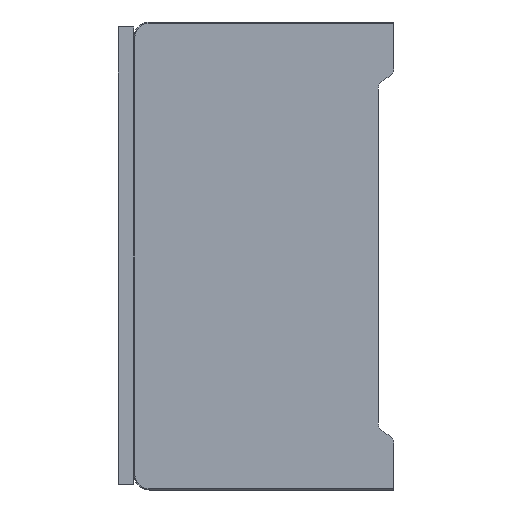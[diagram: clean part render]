
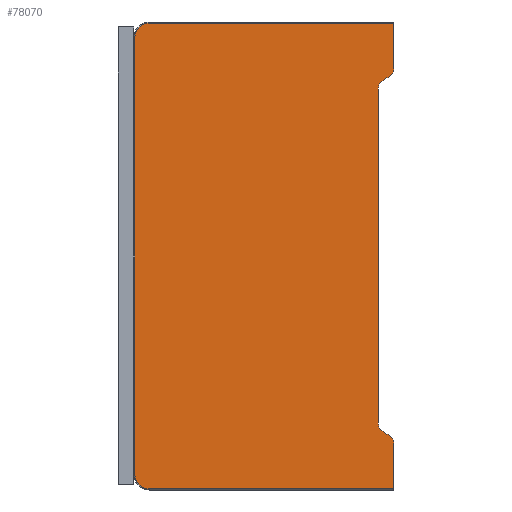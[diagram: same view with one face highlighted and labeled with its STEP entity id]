
A CAD part, left-side view. The second image highlights one B-rep face of the part: STEP entity #78070.
In plain terms, the highlighted planar face has unit normal (-1, 0, 0).
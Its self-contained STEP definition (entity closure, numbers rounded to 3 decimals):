
#8869=DIRECTION('',(0.,0.,-1.));
#8870=VECTOR('',#8869,84.);
#8871=CARTESIAN_POINT('',(0.,49.8,
-3.));
#8872=LINE('',#8871,#8870);
#8888=DIRECTION('',(0.,1.,0.));
#8889=VECTOR('',#8888,47.);
#8890=CARTESIAN_POINT('',(0.,0.,-0.2));
#8891=LINE('',#8890,#8889);
#8909=DIRECTION('',(0.,0.,1.));
#8910=VECTOR('',#8909,8.8);
#8911=CARTESIAN_POINT('',(0.,0.,-9.));
#8912=LINE('',#8911,#8910);
#10246=DIRECTION('',(0.,0.,1.));
#10247=VECTOR('',#10246,8.8);
#10248=CARTESIAN_POINT('',(0.,0.,-89.8));
#10249=LINE('',#10248,#10247);
#10286=DIRECTION('',(0.,0.,1.));
#10287=VECTOR('',#10286,64.226);
#10288=CARTESIAN_POINT('',(0.,3.,-77.113));
#10289=LINE('',#10288,#10287);
#10454=DIRECTION('',(0.,-0.866,-0.5));
#10455=VECTOR('',#10454,1.309);
#10456=CARTESIAN_POINT('',(0.,2.,
-78.845));
#10457=LINE('',#10456,#10455);
#10458=CARTESIAN_POINT('',(0.,1.732,-81.));
#10459=DIRECTION('',(1.,0.,0.));
#10460=DIRECTION('',(0.,-0.5,0.866));
#10461=AXIS2_PLACEMENT_3D('',#10458,#10459,#10460);
#10463=CARTESIAN_POINT('',(0.,47.,-87.));
#10464=DIRECTION('',(1.,0.,0.));
#10465=DIRECTION('',(0.,0.,-1.));
#10466=AXIS2_PLACEMENT_3D('',#10463,#10464,#10465);
#10468=CARTESIAN_POINT('',(0.,47.,-3.));
#10469=DIRECTION('',(1.,0.,0.));
#10470=DIRECTION('',(0.,1.,0.));
#10471=AXIS2_PLACEMENT_3D('',#10468,#10469,#10470);
#10473=CARTESIAN_POINT('',(0.,1.732,-9.));
#10474=DIRECTION('',(1.,0.,0.));
#10475=DIRECTION('',(0.,-1.,0.));
#10476=AXIS2_PLACEMENT_3D('',#10473,#10474,#10475);
#10478=DIRECTION('',(0.,0.866,-0.5));
#10479=VECTOR('',#10478,1.309);
#10480=CARTESIAN_POINT('',(0.,0.866,-10.5));
#10481=LINE('',#10480,#10479);
#10482=CARTESIAN_POINT('',(0.,1.,-12.887));
#10483=DIRECTION('',(-1.,0.,0.));
#10484=DIRECTION('',(0.,0.5,0.866));
#10485=AXIS2_PLACEMENT_3D('',#10482,#10483,#10484);
#10487=CARTESIAN_POINT('',(0.,1.,-77.113));
#10488=DIRECTION('',(-1.,0.,0.));
#10489=DIRECTION('',(0.,1.,0.));
#10490=AXIS2_PLACEMENT_3D('',#10487,#10488,#10489);
#10496=DIRECTION('',(0.,-1.,0.));
#10497=VECTOR('',#10496,47.);
#10498=CARTESIAN_POINT('',(0.,47.,
-89.8));
#10499=LINE('',#10498,#10497);
#55702=CARTESIAN_POINT('',(0.,0.,-81.));
#55704=VERTEX_POINT('',#55702);
#55709=CARTESIAN_POINT('',(0.,0.,-89.8));
#55710=VERTEX_POINT('',#55709);
#55711=CARTESIAN_POINT('',(0.,0.866,-79.5));
#55713=VERTEX_POINT('',#55711);
#55718=CARTESIAN_POINT('',(0.,2.,
-78.845));
#55720=VERTEX_POINT('',#55718);
#55723=CARTESIAN_POINT('',(0.,3.,-77.113));
#55725=VERTEX_POINT('',#55723);
#55730=CARTESIAN_POINT('',(0.,3.,-12.887));
#55732=VERTEX_POINT('',#55730);
#55751=CARTESIAN_POINT('',(0.,2.,
-11.155));
#55753=VERTEX_POINT('',#55751);
#55758=CARTESIAN_POINT('',(0.,0.866,-10.5));
#55760=VERTEX_POINT('',#55758);
#55763=CARTESIAN_POINT('',(0.,0.,-9.));
#55765=VERTEX_POINT('',#55763);
#55775=CARTESIAN_POINT('',(0.,0.,-0.2));
#55776=VERTEX_POINT('',#55775);
#65377=CARTESIAN_POINT('',(0.,47.,-0.2));
#65378=VERTEX_POINT('',#65377);
#65379=CARTESIAN_POINT('',(0.,49.8,
-3.));
#65380=VERTEX_POINT('',#65379);
#65381=CARTESIAN_POINT('',(0.,47.,
-89.8));
#65382=VERTEX_POINT('',#65381);
#65383=CARTESIAN_POINT('',(0.,49.8,
-87.));
#65384=VERTEX_POINT('',#65383);
#78048=CARTESIAN_POINT('',(0.,24.9,-45.));
#78049=DIRECTION('',(1.,0.,0.));
#78050=DIRECTION('',(0.,0.,1.));
#78051=AXIS2_PLACEMENT_3D('',#78048,#78049,#78050);
#78052=PLANE('',#78051);
#78053=ORIENTED_EDGE('',*,*,#77840,.T.);
#78054=ORIENTED_EDGE('',*,*,#77822,.T.);
#78055=ORIENTED_EDGE('',*,*,#77804,.F.);
#78057=ORIENTED_EDGE('',*,*,#78056,.F.);
#78058=ORIENTED_EDGE('',*,*,#76420,.T.);
#78059=ORIENTED_EDGE('',*,*,#76435,.F.);
#78060=ORIENTED_EDGE('',*,*,#76449,.T.);
#78061=ORIENTED_EDGE('',*,*,#76462,.F.);
#78062=ORIENTED_EDGE('',*,*,#76485,.F.);
#78063=ORIENTED_EDGE('',*,*,#77952,.T.);
#78064=ORIENTED_EDGE('',*,*,#77936,.T.);
#78065=ORIENTED_EDGE('',*,*,#77918,.T.);
#78066=ORIENTED_EDGE('',*,*,#77876,.F.);
#78067=ORIENTED_EDGE('',*,*,#77858,.T.);
#78068=EDGE_LOOP('',(#78053,#78054,#78055,#78057,#78058,#78059,#78060,#78061,
#78062,#78063,#78064,#78065,#78066,#78067));
#78069=FACE_OUTER_BOUND('',#78068,.F.);
#10462=CIRCLE('',#10461,1.732);
#10467=CIRCLE('',#10466,2.8);
#10472=CIRCLE('',#10471,2.8);
#10477=CIRCLE('',#10476,1.732);
#10486=CIRCLE('',#10485,2.);
#10491=CIRCLE('',#10490,2.);
#76420=EDGE_CURVE('',#65382,#65384,#10467,.T.);
#76435=EDGE_CURVE('',#65380,#65384,#8872,.T.);
#76449=EDGE_CURVE('',#65380,#65378,#10472,.T.);
#76462=EDGE_CURVE('',#55776,#65378,#8891,.T.);
#76485=EDGE_CURVE('',#55765,#55776,#8912,.T.);
#77804=EDGE_CURVE('',#55710,#55704,#10249,.T.);
#77822=EDGE_CURVE('',#55713,#55704,#10462,.T.);
#77840=EDGE_CURVE('',#55720,#55713,#10457,.T.);
#77858=EDGE_CURVE('',#55725,#55720,#10491,.T.);
#77876=EDGE_CURVE('',#55725,#55732,#10289,.T.);
#77918=EDGE_CURVE('',#55753,#55732,#10486,.T.);
#77936=EDGE_CURVE('',#55760,#55753,#10481,.T.);
#77952=EDGE_CURVE('',#55765,#55760,#10477,.T.);
#78056=EDGE_CURVE('',#65382,#55710,#10499,.T.);
#78070=ADVANCED_FACE('',(#78069),#78052,.F.);
